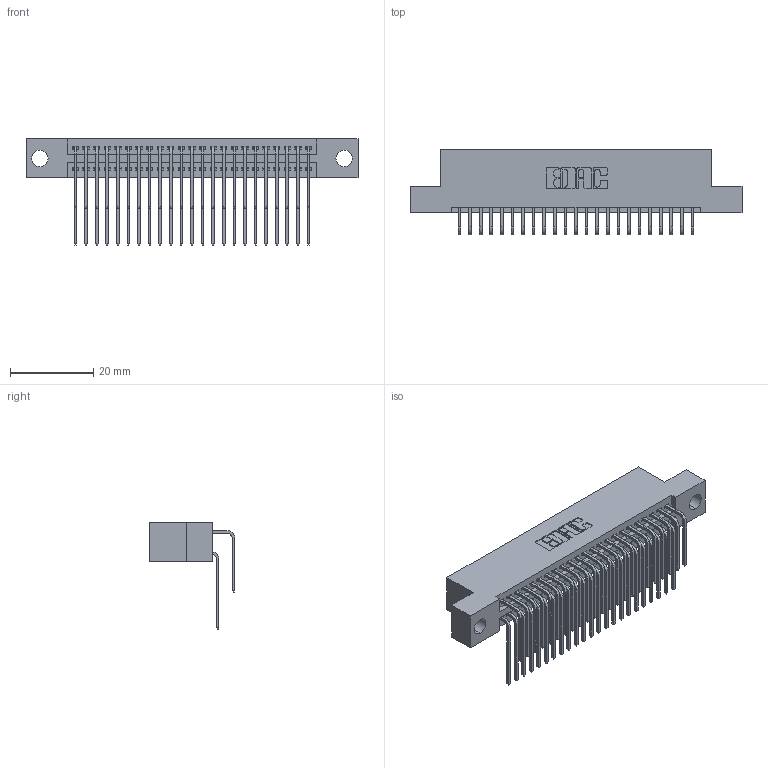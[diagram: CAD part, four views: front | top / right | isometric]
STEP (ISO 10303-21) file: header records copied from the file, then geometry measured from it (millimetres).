
FILE_DESCRIPTION (( 'STEP AP203' ), '1' );
FILE_NAME ('395-046-559-204.STEP', '2021-06-16T23:14:17', ( '' ), ( '' ), 'SwSTEP 2.0', 'SolidWorks 2020', '' );
FILE_SCHEMA (( 'CONFIG_CONTROL_DESIGN' ));
Length unit declared in the file: inch
Products named in the file (4): 345 Part_Flush Mounting Lugs - 0.156 Dia-TI; 395-046-559-204; 345-292-001_558 559 Tail - 1; 345-292-001_559 Tail - 2
Assembly tree (47 placements, depth 2):
  395-046-559-204
    345 Part_Flush Mounting Lugs - 0.156 Dia-TI
    345-292-001_558 559 Tail - 1  x23
    345-292-001_559 Tail - 2  x23
Bounding box: 79.63 x 20.56 x 25.53 mm (x, y, z)
Volume: 7718.3 mm3; surface area: 12140.4 mm2
Topology: 47 solids, 47 shells, 2532 faces, 7507 edges, 4942 vertices
Faces by surface type: plane 1704, cylinder 828
Entity records: 22675 total; most frequent: CARTESIAN_POINT 3869, ORIENTED_EDGE 3750, DIRECTION 3407, EDGE_CURVE 1875, VECTOR 1611, LINE 1611, VERTEX_POINT 1246, AXIS2_PLACEMENT_3D 898
